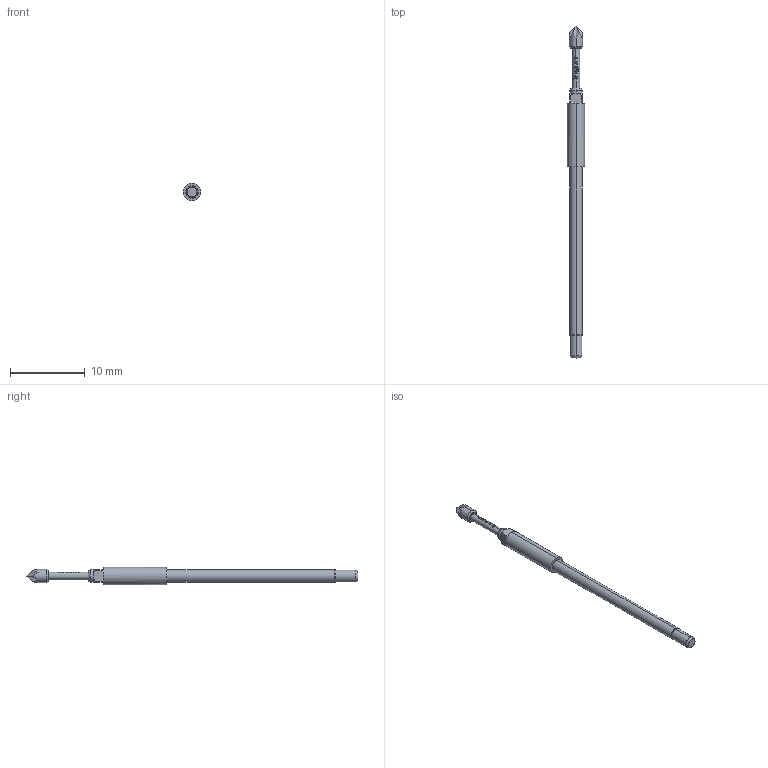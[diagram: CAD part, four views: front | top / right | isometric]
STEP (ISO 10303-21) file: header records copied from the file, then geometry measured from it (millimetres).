
FILE_DESCRIPTION (( 'STEP AP203' ), '1' );
FILE_NAME ('INGUN_GKS-112_217_175_N_xx10_M.STEP', '2022-01-19T13:52:18', ( 'ochi' ), ( '' ), 'SwSTEP 2.0', 'SolidWorks 2018', '' );
FILE_SCHEMA (( 'CONFIG_CONTROL_DESIGN' ));
Length unit declared in the file: millimetre
Products named in the file (1): INGUN_GKS-112_217_175_N_xx10_M
Bounding box: 2.3 x 44.3 x 2.3 mm (x, y, z)
Volume: 103.7 mm3; surface area: 243.9 mm2
Topology: 1 solids, 1 shells, 129 faces, 342 edges, 219 vertices
Faces by surface type: plane 64, cylinder 31, bspline 22, cone 10, torus 2
Entity records: 5043 total; most frequent: CARTESIAN_POINT 2299, ORIENTED_EDGE 684, DIRECTION 356, EDGE_CURVE 342, B_SPLINE_CURVE_WITH_KNOTS 230, VERTEX_POINT 219, AXIS2_PLACEMENT_3D 148, EDGE_LOOP 133
